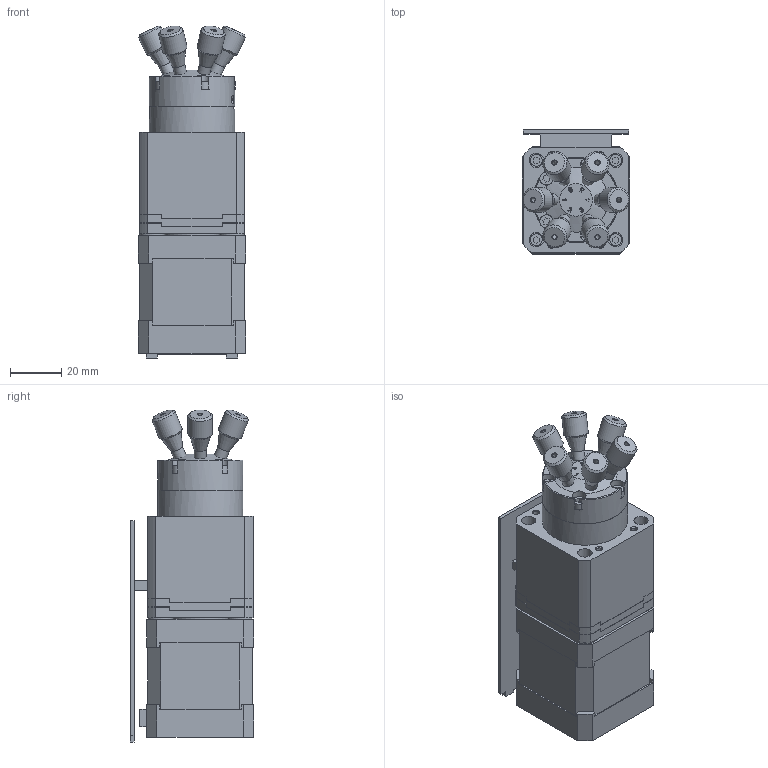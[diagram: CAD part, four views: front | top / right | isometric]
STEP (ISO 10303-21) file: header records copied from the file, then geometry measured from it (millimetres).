
FILE_DESCRIPTION((''),'2;1');
FILE_NAME('321474-C62Z-3186I six port 2-pos valve.stp','2013-08-19T10:34:41',('Franzp'),(''),'Autodesk Inventor 2013','Autodesk Inventor 2013','');
FILE_SCHEMA(('AUTOMOTIVE_DESIGN { 1 0 10303 214 1 1 1 1 }'));
Length unit declared in the file: millimetre
Products named in the file (1): 321474_Shrinkwrap_1
Bounding box: 41.91 x 48.33 x 129.73 mm (x, y, z)
Surface area: 36170.6 mm2 (no closed solid volume)
Topology: 0 solids, 35 shells, 248 faces, 944 edges, 717 vertices
Faces by surface type: plane 137, cylinder 68, cone 38, torus 5
Full cylindrical faces by diameter (mm): 1.77 x6, 2.156 x9, 2.28 x2, 3.175 x1, 4.826 x6, 5.1 x5, 5.613 x4, 9.6 x4, 9.652 x6, 21.94 x1, 24.495 x1, 33.35 x2
Entity records: 10303 total; most frequent: CARTESIAN_POINT 2362, DIRECTION 1495, ORIENTED_EDGE 1234, EDGE_CURVE 835, VERTEX_POINT 694, VECTOR 521, LINE 521, AXIS2_PLACEMENT_3D 487
